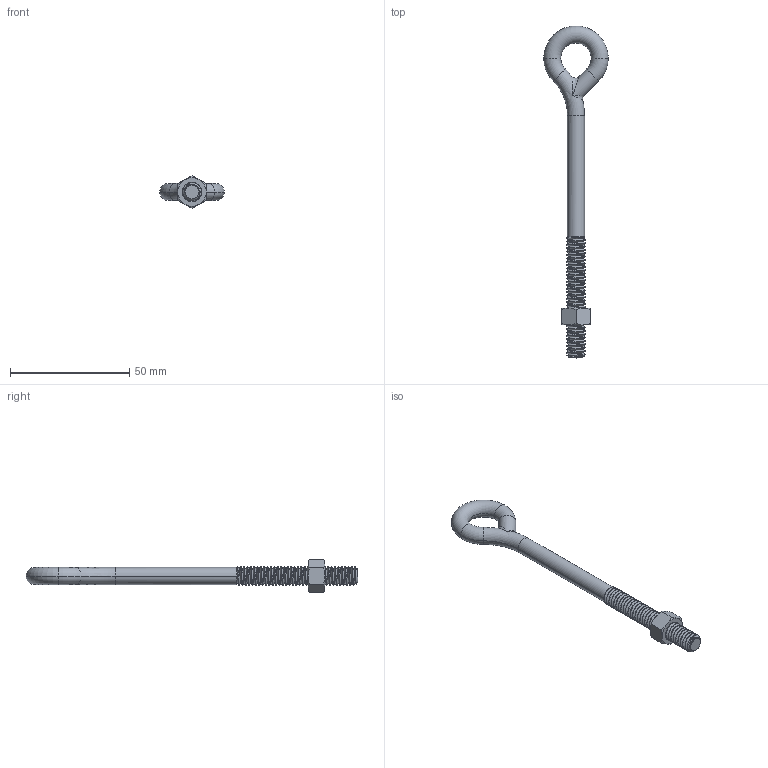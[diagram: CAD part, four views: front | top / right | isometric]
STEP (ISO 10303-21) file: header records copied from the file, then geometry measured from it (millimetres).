
FILE_DESCRIPTION (( 'STEP AP203' ), '1' );
FILE_NAME ('9494T41.step', '2014-04-21T13:36:23', ( 't2jrg' ), ( '' ), 'SwSTEP 2.0', 'SolidWorks 2010', '' );
FILE_SCHEMA (( 'CONFIG_CONTROL_DESIGN' ));
Length unit declared in the file: inch
Products named in the file (1): 9494T41
Bounding box: 26.98 x 139 x 13.75 mm (x, y, z)
Volume: 7500.1 mm3; surface area: 5342.6 mm2
Topology: 2 solids, 2 shells, 121 faces, 334 edges, 211 vertices
Faces by surface type: cylinder 77, cone 21, plane 10, torus 8, bspline 5
Entity records: 9890 total; most frequent: CARTESIAN_POINT 7244, ORIENTED_EDGE 660, DIRECTION 430, EDGE_CURVE 330, VERTEX_POINT 211, AXIS2_PLACEMENT_3D 170, EDGE_LOOP 123, ADVANCED_FACE 121
